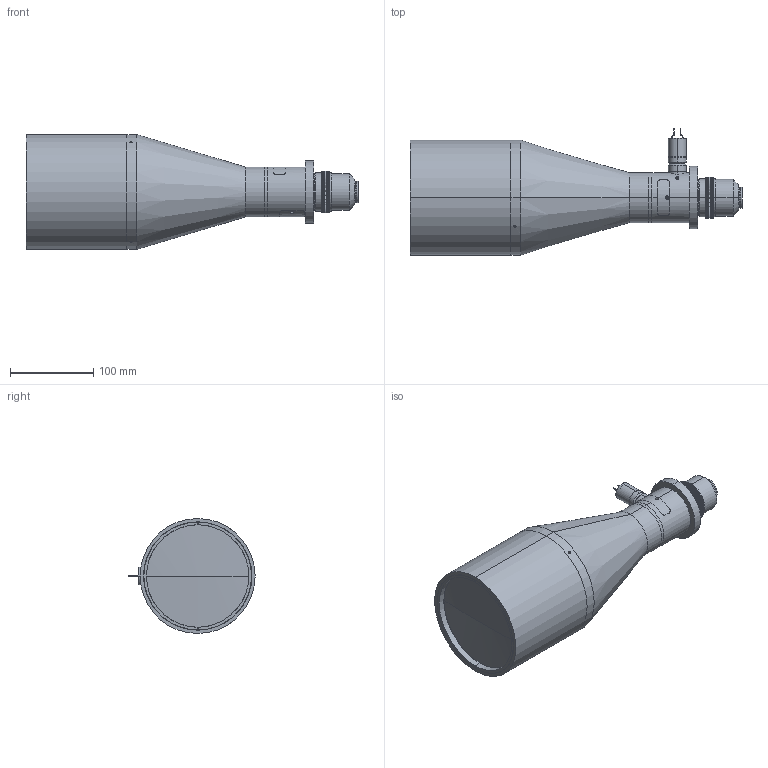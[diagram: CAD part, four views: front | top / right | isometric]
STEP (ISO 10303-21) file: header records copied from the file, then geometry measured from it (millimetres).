
FILE_DESCRIPTION (( 'STEP AP203' ), '1' );
FILE_NAME ('S5LPL1565_LED_01.STEP', '2022-03-04T05:34:33', ( '' ), ( '' ), 'SwSTEP 2.0', 'SolidWorks 2021', '' );
FILE_SCHEMA (( 'CONFIG_CONTROL_DESIGN' ));
Length unit declared in the file: millimetre
Products named in the file (38): 134316; 111310; S5MEC0010_R„ndel; 134317; _DIN 913 - M3 x 3-N; S5FIL0201; Anschlußkabel 300 mm^134301; S5LPL1565_LED_01; 111307; S5LDX1520_078; O-Ring 15x1; 110206; 163501; DIN 912 M2 x 10 --- 10N_DIN 912 M2 x 10 --- 10N; S5LDX0015; 100009; 097108; S5LAO1520_078; 111311; 518003; 518002; DIN 914 - M3 x 4-N_DIN 914 - M3 x 4-N; 518004; S5ELE1365; 053710; 110201; 110211; 110205; DIN 912 M2 x 4 --- 4N_DIN 912 M2 x 4 --- 4N; 518001; 134330; 134318; 134301; S0DIF1363; 307606; 134319; S5LED0011; 266405
Assembly tree (42 placements, depth 4):
  S5LPL1565_LED_01
    S5LAO1520_078
      S5LDX1520_078
    111310
    097108
    110201
      S5MEC0010_R„ndel
      S5LDX0015
      307606
      110211
      110206
      110205
    163501
      134316  x2
      S0DIF1363
      S5FIL0201
      134301
        134317
        134319
        134330
        S5ELE1365
        S5LED0011
        Anschlußkabel 300 mm^134301  x2
      053710
      134318
    111311
    100009
    266405
    111307
    518001
      518002
      518003
      518004
      O-Ring 15x1
      DIN 912 M2 x 10 --- 10N_DIN 912 M2 x 10 --- 10N
      DIN 912 M2 x 4 --- 4N_DIN 912 M2 x 4 --- 4N  x2
      DIN 914 - M3 x 4-N_DIN 914 - M3 x 4-N
    _DIN 913 - M3 x 3-N  x3
Bounding box: 398.57 x 151.63 x 138 mm (x, y, z)
Volume: 1057949.2 mm3; surface area: 359219.7 mm2
Topology: 37 solids, 37 shells, 1433 faces, 3569 edges, 2259 vertices
Faces by surface type: plane 604, cylinder 532, cone 166, torus 122, sphere 9
Entity records: 44998 total; most frequent: CARTESIAN_POINT 7981, DIRECTION 7304, ORIENTED_EDGE 6622, EDGE_CURVE 3311, AXIS2_PLACEMENT_3D 2712, VERTEX_POINT 2115, VECTOR 1880, LINE 1880
